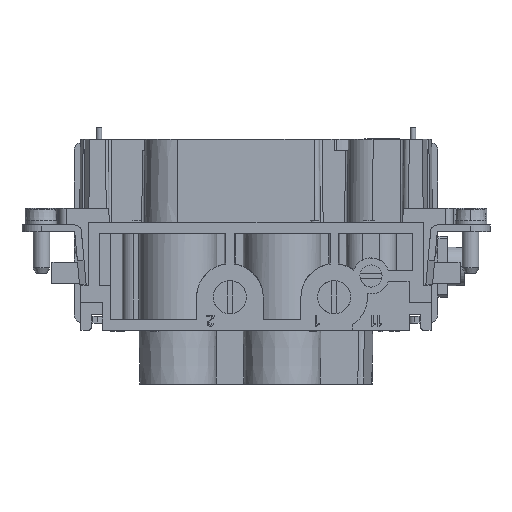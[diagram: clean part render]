
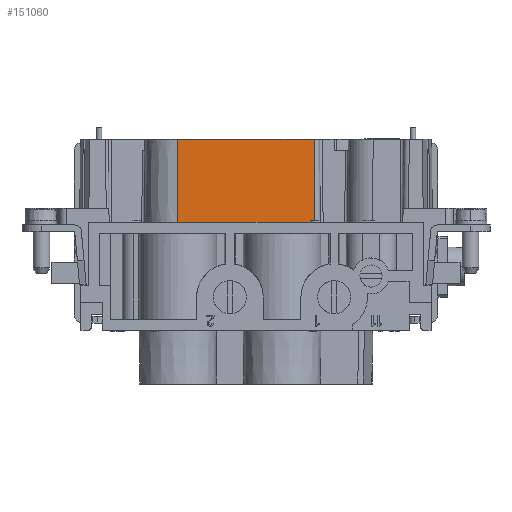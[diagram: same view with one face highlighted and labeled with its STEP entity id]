
A CAD part, left-side view. The second image highlights one B-rep face of the part: STEP entity #151060.
In plain terms, the highlighted planar face has unit normal (-1, 0, 0.009).
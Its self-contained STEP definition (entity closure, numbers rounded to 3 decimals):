
#149770=CARTESIAN_POINT('',(11.5,74.5,29.2));
#149780=DIRECTION('',(0.009,0.,1.));
#149790=VECTOR('',#149780,1.);
#149800=LINE('',#149770,#149790);
#149810=CARTESIAN_POINT('',(11.5,74.5,29.2));
#149820=VERTEX_POINT('',#149810);
#149830=CARTESIAN_POINT('',(11.631,74.5,44.2));
#149840=VERTEX_POINT('',#149830);
#149850=EDGE_CURVE('',#149820,#149840,#149800,.T.);
#150760=CARTESIAN_POINT('',(11.5,0.,29.2));
#150770=DIRECTION('',(1.,0.,-0.009));
#150780=DIRECTION('',(0.,-1.,0.));
#150790=AXIS2_PLACEMENT_3D('',#150760,#150770,#150780);
#150800=PLANE('',#150790);
#150810=CARTESIAN_POINT('',(11.631,0.,44.2));
#150820=DIRECTION('',(0.,1.,0.));
#150830=VECTOR('',#150820,1.);
#150840=LINE('',#150810,#150830);
#150850=CARTESIAN_POINT('',(11.631,49.931,44.2));
#150860=VERTEX_POINT('',#150850);
#150870=EDGE_CURVE('',#150860,#149840,#150840,.T.);
#150880=ORIENTED_EDGE('',*,*,#150870,.T.);
#150890=CARTESIAN_POINT('',(11.245,49.545,
0.009));
#150900=DIRECTION('',(-0.009,-0.009,
-1.));
#150910=VECTOR('',#150900,1.);
#150920=LINE('',#150890,#150910);
#150930=CARTESIAN_POINT('',(11.5,49.8,29.2));
#150940=VERTEX_POINT('',#150930);
#150950=EDGE_CURVE('',#150860,#150940,#150920,.T.);
#150960=ORIENTED_EDGE('',*,*,#150950,.F.);
#150970=CARTESIAN_POINT('',(11.5,0.,29.2));
#150980=DIRECTION('',(0.,1.,0.));
#150990=VECTOR('',#150980,1.);
#151000=LINE('',#150970,#150990);
#151010=EDGE_CURVE('',#150940,#149820,#151000,.T.);
#151020=ORIENTED_EDGE('',*,*,#151010,.F.);
#151030=ORIENTED_EDGE('',*,*,#149850,.F.);
#151040=EDGE_LOOP('',(#151030,#151020,#150960,#150880));
#151050=FACE_OUTER_BOUND('',#151040,.T.);
#151060=ADVANCED_FACE('',(#151050),#150800,.F.);
